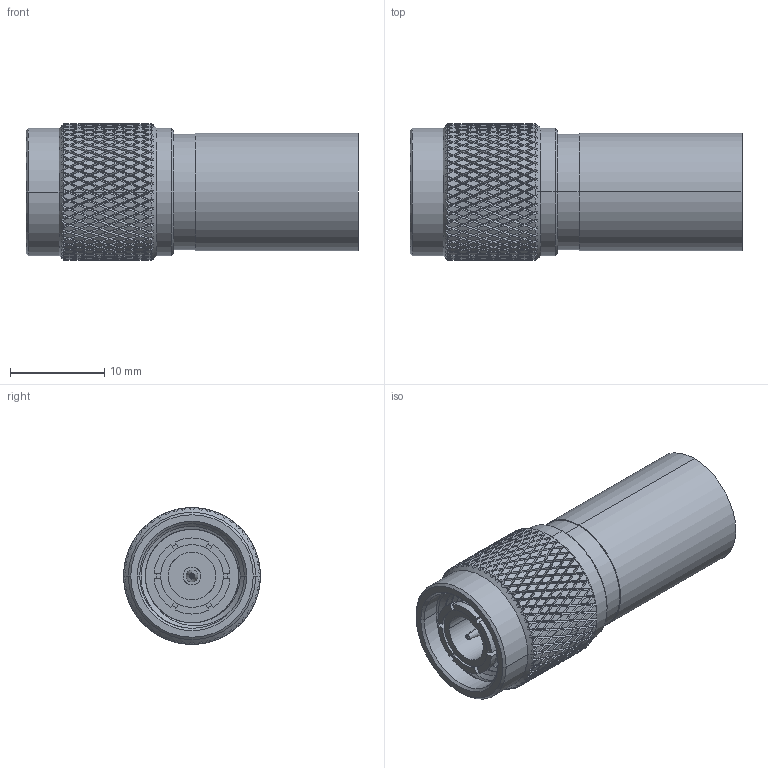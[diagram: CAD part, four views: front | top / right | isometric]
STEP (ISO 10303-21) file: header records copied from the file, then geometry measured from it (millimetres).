
FILE_DESCRIPTION (( 'STEP AP214' ), '1' );
FILE_NAME ('SC4259.STEP', '2018-03-15T15:23:13', ( '' ), ( '' ), 'SwSTEP 2.0', 'SolidWorks 2017', '' );
FILE_SCHEMA (( 'AUTOMOTIVE_DESIGN' ));
Length unit declared in the file: inch
Products named in the file (1): SC4259
Bounding box: 35.24 x 14.5 x 14.5 mm (x, y, z)
Volume: 2748 mm3; surface area: 3743.5 mm2
Topology: 2 solids, 2 shells, 2627 faces, 5559 edges, 2944 vertices
Faces by surface type: bspline 2005, cylinder 561, plane 37, cone 24
Entity records: 101160 total; most frequent: CARTESIAN_POINT 67343, ORIENTED_EDGE 11118, EDGE_CURVE 5559, VERTEX_POINT 2944, EDGE_LOOP 2637, ADVANCED_FACE 2627, FACE_OUTER_BOUND 2627, B_SPLINE_CURVE_WITH_KNOTS 2272
